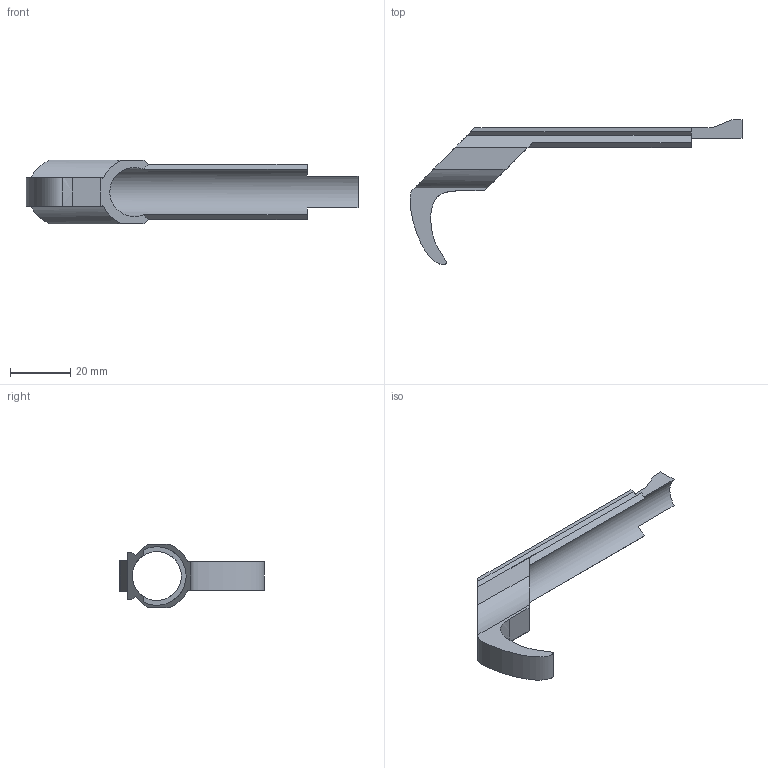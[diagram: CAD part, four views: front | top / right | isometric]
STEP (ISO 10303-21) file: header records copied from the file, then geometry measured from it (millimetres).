
FILE_DESCRIPTION(/* description */ (''),/* implementation_level */ '2;1');
FILE_NAME(/* name */ 'TRIGGER[2.0].step',/* time_stamp */ '2021-09-21T16:14:23-04:00',/* author */ (''),/* organization */ (''),/* preprocessor_version */ 'ST-DEVELOPER v18.1',/* originating_system */ 'Autodesk Translation Framework v10.9.0.1377',/* authorisation */ '');
FILE_SCHEMA (('AUTOMOTIVE_DESIGN { 1 0 10303 214 3 1 1 }'));
Length unit declared in the file: inch
Products named in the file (1): 2.0 TRIGGER [2]
Bounding box: 110.19 x 48.11 x 21.1 mm (x, y, z)
Volume: 7813.5 mm3; surface area: 7463.6 mm2
Topology: 1 solids, 1 shells, 33 faces, 97 edges, 65 vertices
Faces by surface type: plane 26, cylinder 6, bspline 1
Full cylindrical faces by diameter (mm): 16.256 x1
Entity records: 1204 total; most frequent: CARTESIAN_POINT 273, ORIENTED_EDGE 194, DIRECTION 180, EDGE_CURVE 97, LINE 76, VECTOR 76, VERTEX_POINT 65, AXIS2_PLACEMENT_3D 52
